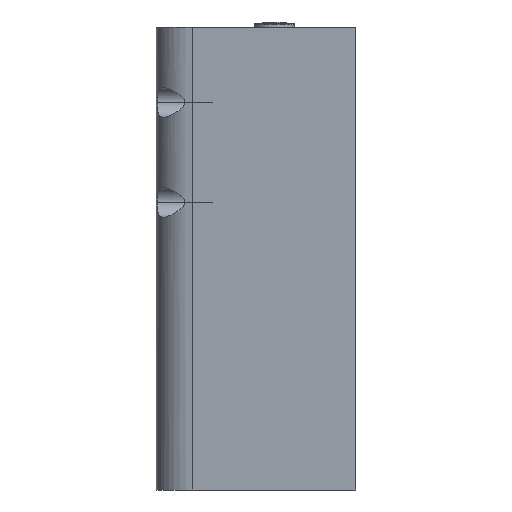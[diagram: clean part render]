
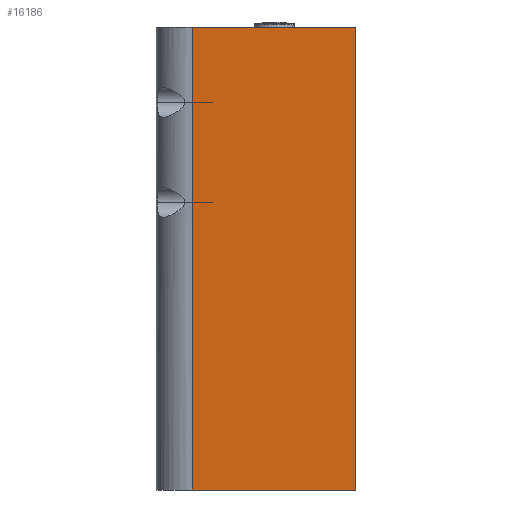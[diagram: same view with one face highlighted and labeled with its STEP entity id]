
A CAD part, left-side view. The second image highlights one B-rep face of the part: STEP entity #16186.
In plain terms, the highlighted planar face has unit normal (-0.997, 0.084, 0).
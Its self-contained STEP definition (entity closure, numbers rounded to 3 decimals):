
#44=DIRECTION('',(-0.084,-0.996,0.));
#45=VECTOR('',#44,55.834);
#46=CARTESIAN_POINT('',(-125.202,55.636,0.));
#47=LINE('',#46,#45);
#1344=DIRECTION('',(0.,0.,1.));
#1345=VECTOR('',#1344,157.3);
#1346=CARTESIAN_POINT('',(-125.202,55.636,-157.3));
#1347=LINE('',#1346,#1345);
#1352=DIRECTION('',(0.,0.,1.));
#1353=VECTOR('',#1352,157.3);
#1354=CARTESIAN_POINT('',(-129.9,0.,-157.3));
#1355=LINE('',#1354,#1353);
#1382=DIRECTION('',(0.084,0.996,0.));
#1383=VECTOR('',#1382,55.834);
#1384=CARTESIAN_POINT('',(-129.9,0.,-157.3));
#1385=LINE('',#1384,#1383);
#12089=CARTESIAN_POINT('',(-129.9,0.,0.));
#12090=VERTEX_POINT('',#12089);
#12091=CARTESIAN_POINT('',(-129.9,0.,-157.3));
#12092=VERTEX_POINT('',#12091);
#12097=CARTESIAN_POINT('',(-125.202,55.636,-157.3));
#12098=CARTESIAN_POINT('',(-125.202,55.636,0.));
#12099=VERTEX_POINT('',#12097);
#12100=VERTEX_POINT('',#12098);
#16174=CARTESIAN_POINT('',(-129.908,-0.1,4.28));
#16175=DIRECTION('',(-0.996,0.084,0.));
#16176=DIRECTION('',(0.084,0.996,0.));
#16177=AXIS2_PLACEMENT_3D('',#16174,#16175,#16176);
#16178=PLANE('',#16177);
#16179=ORIENTED_EDGE('',*,*,#16147,.T.);
#16180=ORIENTED_EDGE('',*,*,#14412,.T.);
#16181=ORIENTED_EDGE('',*,*,#15675,.F.);
#16183=ORIENTED_EDGE('',*,*,#16182,.T.);
#16184=EDGE_LOOP('',(#16179,#16180,#16181,#16183));
#16185=FACE_OUTER_BOUND('',#16184,.F.);
#16186=ADVANCED_FACE('',(#16185),#16178,.T.);
#14412=EDGE_CURVE('',#12100,#12090,#47,.T.);
#15675=EDGE_CURVE('',#12092,#12090,#1355,.T.);
#16147=EDGE_CURVE('',#12099,#12100,#1347,.T.);
#16182=EDGE_CURVE('',#12092,#12099,#1385,.T.);
